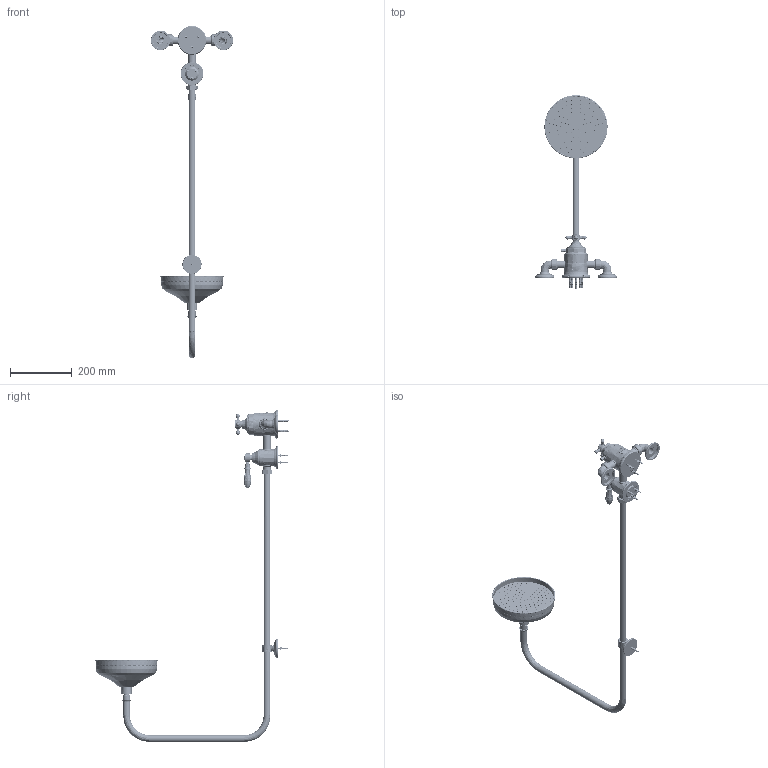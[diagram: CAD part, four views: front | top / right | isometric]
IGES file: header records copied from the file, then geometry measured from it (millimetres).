
Global section: file name: V2K7A-XGB XGC; native system: Autodesk Inventor 2018; preprocessor: unknown; author: aduggalther; date: 20180305.121432; units: millimetre
Bounding box: 265.98 x 627.09 x 1073.31 mm (x, y, z)
Volume: 2254336.1 mm3; surface area: 647543.3 mm2
Topology: 114 solids, 118 shells, 5315 faces, 14662 edges, 9908 vertices
Faces by surface type: bspline 5315
